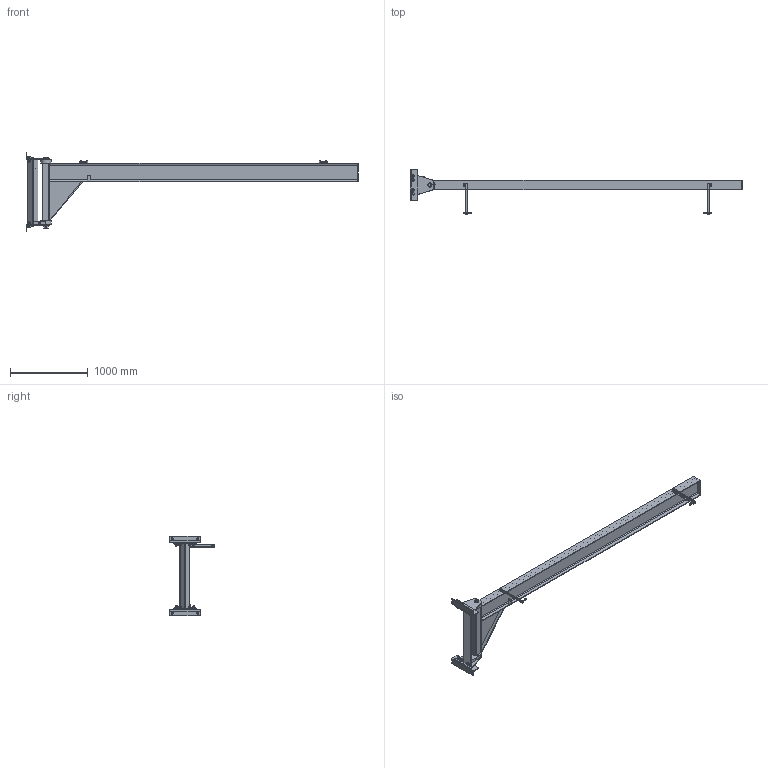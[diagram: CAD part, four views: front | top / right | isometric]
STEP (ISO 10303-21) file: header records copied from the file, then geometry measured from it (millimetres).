
FILE_DESCRIPTION(('STEP AP214'),'1');
FILE_NAME('PMH Väggsvängkran Loke 500-4.stp','2013-08-16T08:00:02',(' '),(' '),'Spatial InterOp 3D',' ',' ');
FILE_SCHEMA(('automotive_design'));
Length unit declared in the file: millimetre
Products named in the file (61): Lagerbox V; KKR; Plattstång; Plåt; Vinkelstång; IPE240; Hållare till Bärlinestag; Bärlinestag; M6S M8x20; M6M M8; Skruvögla M8x60; Fästöra V; KKR 100, L=835; M6S M20x60; DIN_985 M20; Vinkelstång V Typ 1; Axelkant V; Axel V; Distansbricka V; Hylsa V; M6S M8x70; DIN_985 M8; Bromsback V Typ 1; Bromsback V Typ 2; Polyfjäder 32s/12 (hårdhet 90), L=25; Bricka Ø30/11, T=5; M6M M10; Gängstång M10x170
Bounding box: 4259 x 570.5 x 1015 mm (x, y, z)
Volume: 26866703.7 mm3; surface area: 6255972.1 mm2
Topology: 61 solids, 61 shells, 1081 faces, 2435 edges, 1494 vertices
Faces by surface type: plane 441, cone 368, cylinder 260, bspline 8, revolution 4
Entity records: 40633 total; most frequent: CARTESIAN_POINT 7933, DIRECTION 4959, ORIENTED_EDGE 4870, EDGE_CURVE 2435, AXIS2_PLACEMENT_3D 2020, VERTEX_POINT 1494, EDGE_LOOP 1229, STYLED_ITEM 1081
